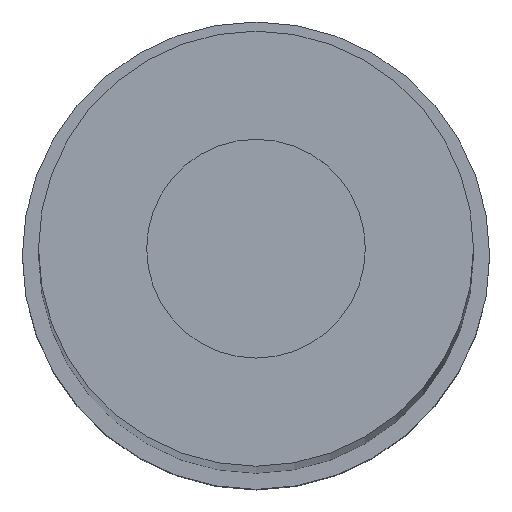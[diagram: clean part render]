
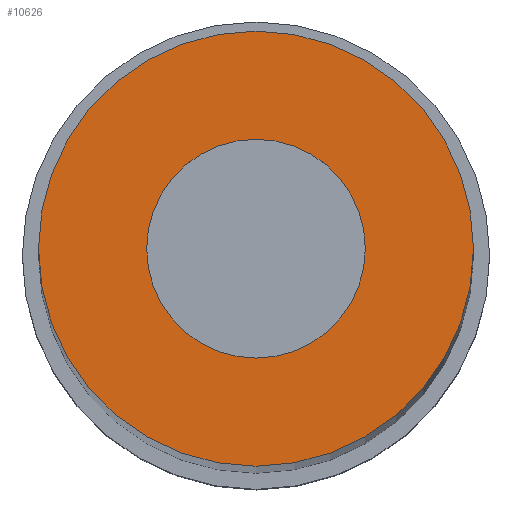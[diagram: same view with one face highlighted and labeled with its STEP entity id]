
A CAD part, top view. The second image highlights one B-rep face of the part: STEP entity #10626.
In plain terms, the highlighted planar face has unit normal (0, 0, 1).
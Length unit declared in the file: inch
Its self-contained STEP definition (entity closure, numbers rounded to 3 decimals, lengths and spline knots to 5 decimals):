
#137 = CIRCLE ( 'NONE', #8607, 0.01485 ) ;
#222 = ORIENTED_EDGE ( 'NONE', *, *, #1086, .F. ) ;
#391 = VERTEX_POINT ( 'NONE', #10891 ) ;
#420 = CARTESIAN_POINT ( 'NONE',  ( 0.01485, 0., 0.59055 ) ) ;
#783 = CIRCLE ( 'NONE', #10212, 0.01485 ) ;
#964 = ORIENTED_EDGE ( 'NONE', *, *, #5983, .F. ) ;
#1086 = EDGE_CURVE ( 'NONE', #9998, #391, #2614, .T. ) ;
#1121 = VERTEX_POINT ( 'NONE', #4114 ) ;
#1344 = DIRECTION ( 'NONE',  ( 0., 0., -1. ) ) ;
#1462 = DIRECTION ( 'NONE',  ( 0., 0., -1. ) ) ;
#2614 = CIRCLE ( 'NONE', #5673, 0.02953 ) ;
#2694 = CARTESIAN_POINT ( 'NONE',  ( 0., 0., 0.59055 ) ) ;
#2928 = EDGE_CURVE ( 'NONE', #8018, #1121, #783, .T. ) ;
#3320 = CARTESIAN_POINT ( 'NONE',  ( 0., 0., 0.59055 ) ) ;
#4114 = CARTESIAN_POINT ( 'NONE',  ( -0.01485, 0., 0.59055 ) ) ;
#4208 = ORIENTED_EDGE ( 'NONE', *, *, #4575, .T. ) ;
#4575 = EDGE_CURVE ( 'NONE', #1121, #8018, #137, .T. ) ;
#5343 = DIRECTION ( 'NONE',  ( 0., 0., 1. ) ) ;
#5673 = AXIS2_PLACEMENT_3D ( 'NONE', #3320, #1462, #8790 ) ;
#5983 = EDGE_CURVE ( 'NONE', #391, #9998, #8845, .T. ) ;
#6134 = AXIS2_PLACEMENT_3D ( 'NONE', #6929, #1344, #11568 ) ;
#6501 = DIRECTION ( 'NONE',  ( 1., 0., 0. ) ) ;
#6929 = CARTESIAN_POINT ( 'NONE',  ( 0., 0., 0.59055 ) ) ;
#7145 = DIRECTION ( 'NONE',  ( 1., 0., 0. ) ) ;
#8018 = VERTEX_POINT ( 'NONE', #420 ) ;
#8069 = EDGE_LOOP ( 'NONE', ( #964, #222 ) ) ;
#8122 = FACE_BOUND ( 'NONE', #8644, .T. ) ;
#8281 = DIRECTION ( 'NONE',  ( 0., 0., -1. ) ) ;
#8359 = ORIENTED_EDGE ( 'NONE', *, *, #2928, .T. ) ;
#8607 = AXIS2_PLACEMENT_3D ( 'NONE', #2694, #8281, #7145 ) ;
#8644 = EDGE_LOOP ( 'NONE', ( #4208, #8359 ) ) ;
#8790 = DIRECTION ( 'NONE',  ( -1., 0., 0. ) ) ;
#8845 = CIRCLE ( 'NONE', #6134, 0.02953 ) ;
#8966 = PLANE ( 'NONE',  #10469 ) ;
#9880 = FACE_OUTER_BOUND ( 'NONE', #8069, .T. ) ;
#9938 = DIRECTION ( 'NONE',  ( 1., 0., 0. ) ) ;
#9998 = VERTEX_POINT ( 'NONE', #11365 ) ;
#10079 = CARTESIAN_POINT ( 'NONE',  ( 0., 0., 0.59055 ) ) ;
#10212 = AXIS2_PLACEMENT_3D ( 'NONE', #10079, #11110, #6501 ) ;
#10469 = AXIS2_PLACEMENT_3D ( 'NONE', #11745, #5343, #9938 ) ;
#10626 = ADVANCED_FACE ( 'NONE', ( #9880, #8122 ), #8966, .T. ) ;
#10891 = CARTESIAN_POINT ( 'NONE',  ( 0.02953, 0., 0.59055 ) ) ;
#11110 = DIRECTION ( 'NONE',  ( 0., 0., -1. ) ) ;
#11365 = CARTESIAN_POINT ( 'NONE',  ( -0.02953, 0., 0.59055 ) ) ;
#11568 = DIRECTION ( 'NONE',  ( -1., 0., 0. ) ) ;
#11745 = CARTESIAN_POINT ( 'NONE',  ( 0., 0., 0.59055 ) ) ;
